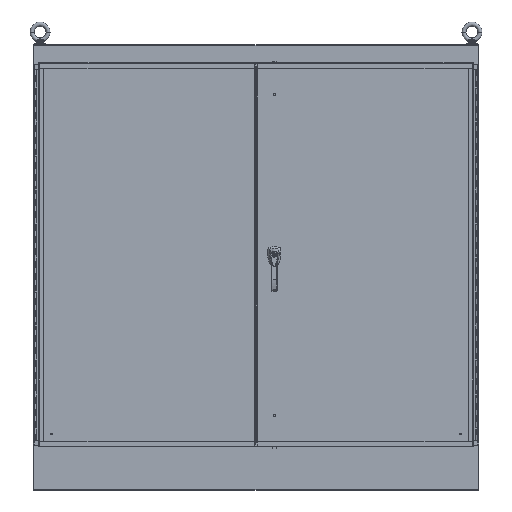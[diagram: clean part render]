
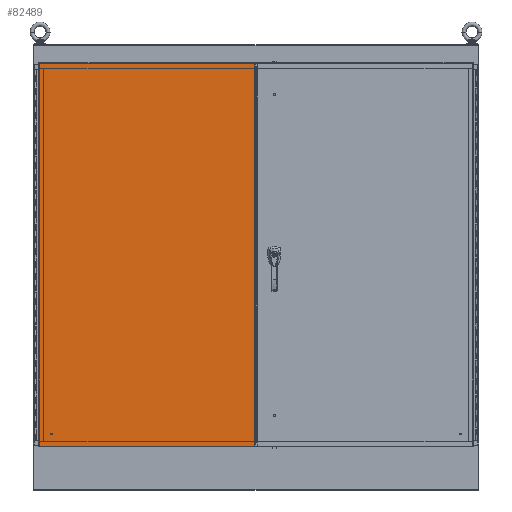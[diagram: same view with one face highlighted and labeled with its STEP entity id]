
A CAD part, front view. The second image highlights one B-rep face of the part: STEP entity #82489.
In plain terms, the highlighted planar face has unit normal (0, -1, 0).
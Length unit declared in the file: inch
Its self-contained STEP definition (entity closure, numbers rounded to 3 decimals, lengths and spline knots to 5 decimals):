
#1491 = VERTEX_POINT ( 'NONE', #85407 ) ;
#2364 = ORIENTED_EDGE ( 'NONE', *, *, #26784, .F. ) ;
#4092 = VERTEX_POINT ( 'NONE', #46256 ) ;
#4478 = ORIENTED_EDGE ( 'NONE', *, *, #85293, .F. ) ;
#4663 = CARTESIAN_POINT ( 'NONE',  ( -35.075, -13.1295, 68.9505 ) ) ;
#6284 = AXIS2_PLACEMENT_3D ( 'NONE', #22314, #67060, #29864 ) ;
#8171 = PLANE ( 'NONE',  #6284 ) ;
#8641 = EDGE_CURVE ( 'NONE', #12467, #65022, #46377, .T. ) ;
#10269 = CARTESIAN_POINT ( 'NONE',  ( -35.075, -13.1295, 68.9505 ) ) ;
#11010 = CARTESIAN_POINT ( 'NONE',  ( -0.268, -13.1295, 68.9505 ) ) ;
#11720 = LINE ( 'NONE', #4663, #45453 ) ;
#12233 = CARTESIAN_POINT ( 'NONE',  ( -0.268, -13.1295, 7.1115 ) ) ;
#12467 = VERTEX_POINT ( 'NONE', #64209 ) ;
#13145 = CARTESIAN_POINT ( 'NONE',  ( -0.268, -13.1295, 68.9505 ) ) ;
#13612 = LINE ( 'NONE', #13145, #61084 ) ;
#16651 = VECTOR ( 'NONE', #31056, 39.37008 ) ;
#19133 = LINE ( 'NONE', #91238, #24553 ) ;
#22314 = CARTESIAN_POINT ( 'NONE',  ( -35.075, -13.1295, 68.9505 ) ) ;
#24553 = VECTOR ( 'NONE', #25314, 39.37008 ) ;
#25314 = DIRECTION ( 'NONE',  ( -1., 0., 0. ) ) ;
#25791 = CARTESIAN_POINT ( 'NONE',  ( -0.268, -13.1295, 7.4855 ) ) ;
#26784 = EDGE_CURVE ( 'NONE', #1491, #12467, #11720, .T. ) ;
#29864 = DIRECTION ( 'NONE',  ( 0., 0., 1. ) ) ;
#30090 = ORIENTED_EDGE ( 'NONE', *, *, #91783, .F. ) ;
#31056 = DIRECTION ( 'NONE',  ( 0., 0., 1. ) ) ;
#36925 = FACE_OUTER_BOUND ( 'NONE', #44963, .T. ) ;
#44963 = EDGE_LOOP ( 'NONE', ( #57152, #4478, #73339, #2364, #30090, #77091 ) ) ;
#45453 = VECTOR ( 'NONE', #91365, 39.37008 ) ;
#46026 = DIRECTION ( 'NONE',  ( 0., 0., -1. ) ) ;
#46256 = CARTESIAN_POINT ( 'NONE',  ( -35.075, -13.1295, 7.1115 ) ) ;
#46377 = LINE ( 'NONE', #11010, #72142 ) ;
#46430 = EDGE_CURVE ( 'NONE', #50828, #83170, #90304, .T. ) ;
#46941 = CARTESIAN_POINT ( 'NONE',  ( -0.268, -13.1295, 68.9505 ) ) ;
#46978 = EDGE_CURVE ( 'NONE', #83170, #4092, #19133, .T. ) ;
#50828 = VERTEX_POINT ( 'NONE', #25791 ) ;
#57152 = ORIENTED_EDGE ( 'NONE', *, *, #46430, .F. ) ;
#59301 = LINE ( 'NONE', #10269, #16651 ) ;
#61084 = VECTOR ( 'NONE', #91401, 39.37008 ) ;
#64209 = CARTESIAN_POINT ( 'NONE',  ( -0.268, -13.1295, 68.9505 ) ) ;
#65022 = VERTEX_POINT ( 'NONE', #73769 ) ;
#66662 = DIRECTION ( 'NONE',  ( 0., 0., -1. ) ) ;
#67060 = DIRECTION ( 'NONE',  ( 0., 1., 0. ) ) ;
#72142 = VECTOR ( 'NONE', #66662, 39.37008 ) ;
#73339 = ORIENTED_EDGE ( 'NONE', *, *, #8641, .F. ) ;
#73769 = CARTESIAN_POINT ( 'NONE',  ( -0.268, -13.1295, 68.5765 ) ) ;
#77091 = ORIENTED_EDGE ( 'NONE', *, *, #46978, .F. ) ;
#82489 = ADVANCED_FACE ( 'NONE', ( #36925 ), #8171, .F. ) ;
#82610 = VECTOR ( 'NONE', #46026, 39.37008 ) ;
#83170 = VERTEX_POINT ( 'NONE', #12233 ) ;
#85293 = EDGE_CURVE ( 'NONE', #65022, #50828, #13612, .T. ) ;
#85407 = CARTESIAN_POINT ( 'NONE',  ( -35.075, -13.1295, 68.9505 ) ) ;
#90304 = LINE ( 'NONE', #46941, #82610 ) ;
#91238 = CARTESIAN_POINT ( 'NONE',  ( -35.075, -13.1295, 7.1115 ) ) ;
#91365 = DIRECTION ( 'NONE',  ( 1., 0., 0. ) ) ;
#91401 = DIRECTION ( 'NONE',  ( 0., 0., -1. ) ) ;
#91783 = EDGE_CURVE ( 'NONE', #4092, #1491, #59301, .T. ) ;
